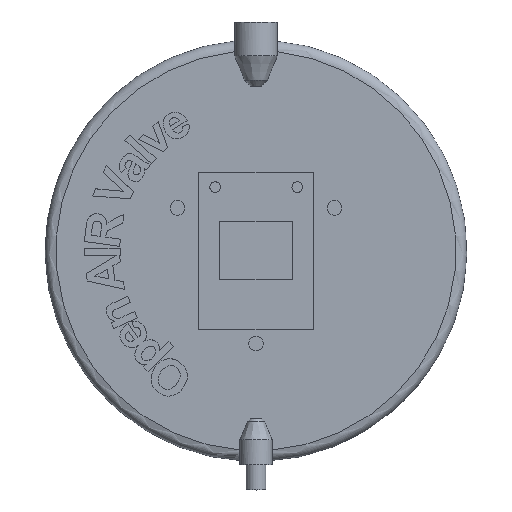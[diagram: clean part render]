
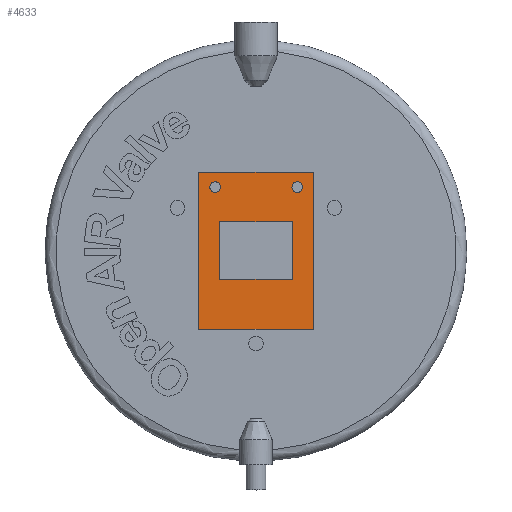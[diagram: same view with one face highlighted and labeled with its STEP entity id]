
A CAD part, top view. The second image highlights one B-rep face of the part: STEP entity #4633.
In plain terms, the highlighted planar face has unit normal (0, 0, 1).
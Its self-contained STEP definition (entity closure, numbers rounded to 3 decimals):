
#52=CIRCLE('',#4779,1.5);
#53=CIRCLE('',#4781,1.5);
#212=FACE_BOUND('',#1002,.T.);
#213=FACE_BOUND('',#1003,.T.);
#214=FACE_BOUND('',#1004,.T.);
#723=FACE_OUTER_BOUND('',#1001,.T.);
#1001=EDGE_LOOP('',(#4209,#4210,#4211,#4212));
#1002=EDGE_LOOP('',(#4213,#4214,#4215,#4216));
#1003=EDGE_LOOP('',(#4217));
#1004=EDGE_LOOP('',(#4218));
#1370=LINE('',#9134,#1751);
#1374=LINE('',#9142,#1755);
#1377=LINE('',#9148,#1758);
#1380=LINE('',#9153,#1761);
#1385=LINE('',#9168,#1766);
#1388=LINE('',#9173,#1769);
#1390=LINE('',#9177,#1771);
#1391=LINE('',#9179,#1772);
#1751=VECTOR('',#5405,10.);
#1755=VECTOR('',#5411,10.);
#1758=VECTOR('',#5416,10.);
#1761=VECTOR('',#5421,10.);
#1766=VECTOR('',#5438,10.);
#1769=VECTOR('',#5443,10.);
#1771=VECTOR('',#5447,10.);
#1772=VECTOR('',#5450,10.);
#2212=VERTEX_POINT('',#9132);
#2213=VERTEX_POINT('',#9133);
#2216=VERTEX_POINT('',#9141);
#2218=VERTEX_POINT('',#9147);
#2220=VERTEX_POINT('',#9157);
#2221=VERTEX_POINT('',#9161);
#2222=VERTEX_POINT('',#9165);
#2223=VERTEX_POINT('',#9167);
#2224=VERTEX_POINT('',#9171);
#2225=VERTEX_POINT('',#9175);
#2873=EDGE_CURVE('',#2212,#2213,#1370,.T.);
#2877=EDGE_CURVE('',#2213,#2216,#1374,.T.);
#2880=EDGE_CURVE('',#2216,#2218,#1377,.T.);
#2883=EDGE_CURVE('',#2218,#2212,#1380,.T.);
#2886=EDGE_CURVE('',#2220,#2220,#52,.T.);
#2888=EDGE_CURVE('',#2221,#2221,#53,.T.);
#2890=EDGE_CURVE('',#2222,#2223,#1385,.T.);
#2893=EDGE_CURVE('',#2224,#2222,#1388,.T.);
#2895=EDGE_CURVE('',#2225,#2224,#1390,.T.);
#2896=EDGE_CURVE('',#2223,#2225,#1391,.T.);
#4209=ORIENTED_EDGE('',*,*,#2896,.F.);
#4210=ORIENTED_EDGE('',*,*,#2890,.F.);
#4211=ORIENTED_EDGE('',*,*,#2893,.F.);
#4212=ORIENTED_EDGE('',*,*,#2895,.F.);
#4213=ORIENTED_EDGE('',*,*,#2873,.T.);
#4214=ORIENTED_EDGE('',*,*,#2877,.T.);
#4215=ORIENTED_EDGE('',*,*,#2880,.T.);
#4216=ORIENTED_EDGE('',*,*,#2883,.T.);
#4217=ORIENTED_EDGE('',*,*,#2886,.T.);
#4218=ORIENTED_EDGE('',*,*,#2888,.T.);
#4383=PLANE('',#4786);
#4633=ADVANCED_FACE('',(#723,#212,#213,#214),#4383,.F.);
#4779=AXIS2_PLACEMENT_3D('',#9159,#5428,#5429);
#4781=AXIS2_PLACEMENT_3D('',#9163,#5433,#5434);
#4786=AXIS2_PLACEMENT_3D('',#9180,#5451,#5452);
#5405=DIRECTION('',(0.,1.,0.));
#5411=DIRECTION('',(1.,0.,0.));
#5416=DIRECTION('',(0.,-1.,0.));
#5421=DIRECTION('',(-1.,0.,0.));
#5428=DIRECTION('center_axis',(0.,0.,-1.));
#5429=DIRECTION('ref_axis',(-1.,0.,0.));
#5433=DIRECTION('center_axis',(0.,0.,-1.));
#5434=DIRECTION('ref_axis',(-1.,0.,0.));
#5438=DIRECTION('',(1.,0.,0.));
#5443=DIRECTION('',(0.,1.,0.));
#5447=DIRECTION('',(-1.,0.,0.));
#5450=DIRECTION('',(0.,-1.,0.));
#5451=DIRECTION('center_axis',(0.,0.,-1.));
#5452=DIRECTION('ref_axis',(-1.,0.,0.));
#9132=CARTESIAN_POINT('',(-10.081,-8.051,4.));
#9133=CARTESIAN_POINT('',(-10.081,8.051,4.));
#9134=CARTESIAN_POINT('',(-10.081,4.026,4.));
#9141=CARTESIAN_POINT('',(10.081,8.051,4.));
#9142=CARTESIAN_POINT('',(5.041,8.051,4.));
#9147=CARTESIAN_POINT('',(10.081,-8.051,4.));
#9148=CARTESIAN_POINT('',(10.081,-4.026,4.));
#9153=CARTESIAN_POINT('',(-5.041,-8.051,4.));
#9157=CARTESIAN_POINT('',(-9.943,17.789,4.));
#9159=CARTESIAN_POINT('Origin',(-11.443,17.789,4.));
#9161=CARTESIAN_POINT('',(13.057,17.789,4.));
#9163=CARTESIAN_POINT('Origin',(11.557,17.789,4.));
#9165=CARTESIAN_POINT('',(-16.,22.,4.));
#9167=CARTESIAN_POINT('',(16.,22.,4.));
#9168=CARTESIAN_POINT('',(16.,22.,4.));
#9171=CARTESIAN_POINT('',(-16.,-22.,4.));
#9173=CARTESIAN_POINT('',(-16.,22.,4.));
#9175=CARTESIAN_POINT('',(16.,-22.,4.));
#9177=CARTESIAN_POINT('',(-16.,-22.,4.));
#9179=CARTESIAN_POINT('',(16.,-22.,4.));
#9180=CARTESIAN_POINT('Origin',(0.,0.,4.));
